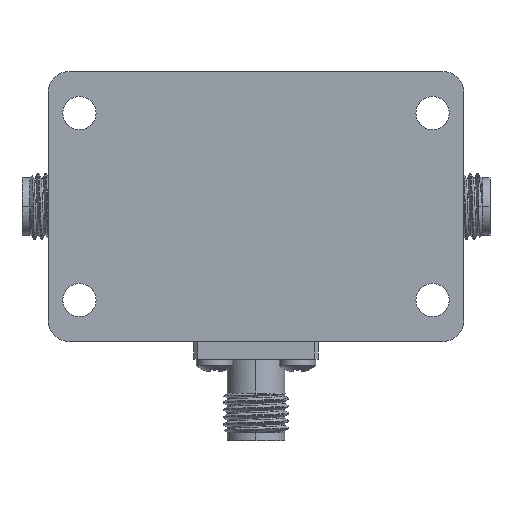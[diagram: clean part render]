
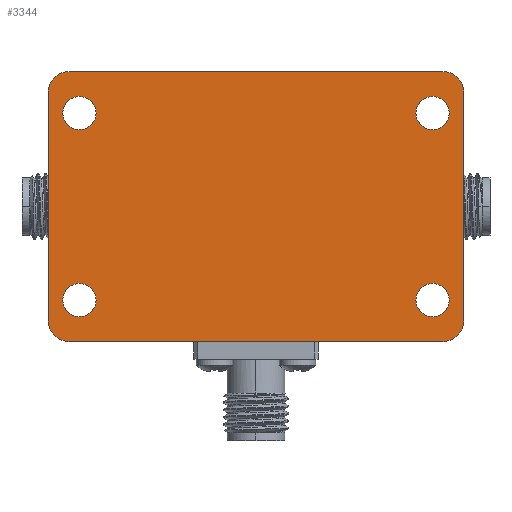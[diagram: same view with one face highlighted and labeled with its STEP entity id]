
A CAD part, front view. The second image highlights one B-rep face of the part: STEP entity #3344.
In plain terms, the highlighted planar face has unit normal (0, -1, 0).
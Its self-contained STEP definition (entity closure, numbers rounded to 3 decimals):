
#9 = AXIS2_PLACEMENT_3D ( 'NONE', #3071, #4438, #787 ) ;
#42 = CARTESIAN_POINT ( 'NONE',  ( 20., -8.5, 13. ) ) ;
#48 = CARTESIAN_POINT ( 'NONE',  ( -17., -8.5, -9. ) ) ;
#73 = VERTEX_POINT ( 'NONE', #367 ) ;
#76 = ORIENTED_EDGE ( 'NONE', *, *, #3018, .T. ) ;
#148 = EDGE_CURVE ( 'NONE', #2012, #369, #4306, .T. ) ;
#196 = ORIENTED_EDGE ( 'NONE', *, *, #1175, .T. ) ;
#284 = VERTEX_POINT ( 'NONE', #910 ) ;
#335 = EDGE_LOOP ( 'NONE', ( #4587, #2446 ) ) ;
#367 = CARTESIAN_POINT ( 'NONE',  ( -20., -8.5, 11. ) ) ;
#369 = VERTEX_POINT ( 'NONE', #1706 ) ;
#398 = DIRECTION ( 'NONE',  ( 0., 0., -1. ) ) ;
#404 = ORIENTED_EDGE ( 'NONE', *, *, #2568, .T. ) ;
#417 = ORIENTED_EDGE ( 'NONE', *, *, #148, .T. ) ;
#453 = AXIS2_PLACEMENT_3D ( 'NONE', #4356, #1098, #2545 ) ;
#455 = CARTESIAN_POINT ( 'NONE',  ( -18., -8.5, 13. ) ) ;
#483 = PLANE ( 'NONE',  #9 ) ;
#497 = EDGE_CURVE ( 'NONE', #1129, #4271, #1493, .T. ) ;
#527 = CARTESIAN_POINT ( 'NONE',  ( -17., -8.5, -9. ) ) ;
#603 = AXIS2_PLACEMENT_3D ( 'NONE', #527, #2246, #1859 ) ;
#612 = EDGE_CURVE ( 'NONE', #2486, #284, #1823, .T. ) ;
#618 = CIRCLE ( 'NONE', #4633, 1.6 ) ;
#768 = DIRECTION ( 'NONE',  ( 0., 0., 1. ) ) ;
#787 = DIRECTION ( 'NONE',  ( 0., 0., -1. ) ) ;
#788 = CARTESIAN_POINT ( 'NONE',  ( 17., -8.5, 9. ) ) ;
#845 = CARTESIAN_POINT ( 'NONE',  ( 18., -8.5, 13. ) ) ;
#910 = CARTESIAN_POINT ( 'NONE',  ( 20., -8.5, 11. ) ) ;
#988 = DIRECTION ( 'NONE',  ( 0., -1., 0. ) ) ;
#1066 = EDGE_CURVE ( 'NONE', #73, #2531, #3283, .T. ) ;
#1087 = DIRECTION ( 'NONE',  ( 0., 1., 0. ) ) ;
#1097 = CARTESIAN_POINT ( 'NONE',  ( 20., -8.5, -11. ) ) ;
#1098 = DIRECTION ( 'NONE',  ( 0., 1., 0. ) ) ;
#1129 = VERTEX_POINT ( 'NONE', #4144 ) ;
#1175 = EDGE_CURVE ( 'NONE', #369, #2012, #2946, .T. ) ;
#1178 = FACE_OUTER_BOUND ( 'NONE', #2463, .T. ) ;
#1206 = AXIS2_PLACEMENT_3D ( 'NONE', #2525, #1854, #398 ) ;
#1217 = VERTEX_POINT ( 'NONE', #2407 ) ;
#1251 = VERTEX_POINT ( 'NONE', #2061 ) ;
#1266 = EDGE_CURVE ( 'NONE', #3385, #73, #1647, .T. ) ;
#1309 = ORIENTED_EDGE ( 'NONE', *, *, #1543, .T. ) ;
#1364 = VECTOR ( 'NONE', #2220, 1000. ) ;
#1493 = CIRCLE ( 'NONE', #1868, 1.6 ) ;
#1499 = CARTESIAN_POINT ( 'NONE',  ( -20., -8.5, -11. ) ) ;
#1514 = DIRECTION ( 'NONE',  ( 1., 0., 0. ) ) ;
#1536 = CARTESIAN_POINT ( 'NONE',  ( 17., -8.5, 9. ) ) ;
#1543 = EDGE_CURVE ( 'NONE', #4271, #1129, #1886, .T. ) ;
#1587 = DIRECTION ( 'NONE',  ( 0., 0., 1. ) ) ;
#1620 = VERTEX_POINT ( 'NONE', #3037 ) ;
#1647 = CIRCLE ( 'NONE', #4239, 2. ) ;
#1657 = AXIS2_PLACEMENT_3D ( 'NONE', #2406, #988, #2478 ) ;
#1706 = CARTESIAN_POINT ( 'NONE',  ( -17., -8.5, -7.4 ) ) ;
#1722 = CIRCLE ( 'NONE', #2654, 2. ) ;
#1810 = CARTESIAN_POINT ( 'NONE',  ( -20., -8.5, 13. ) ) ;
#1823 = LINE ( 'NONE', #42, #3856 ) ;
#1854 = DIRECTION ( 'NONE',  ( 0., -1., 0. ) ) ;
#1857 = VERTEX_POINT ( 'NONE', #2919 ) ;
#1859 = DIRECTION ( 'NONE',  ( 0., 0., 1. ) ) ;
#1862 = DIRECTION ( 'NONE',  ( 0., 0., 1. ) ) ;
#1868 = AXIS2_PLACEMENT_3D ( 'NONE', #3951, #1087, #1862 ) ;
#1886 = CIRCLE ( 'NONE', #453, 1.6 ) ;
#1934 = CARTESIAN_POINT ( 'NONE',  ( -18., -8.5, -11. ) ) ;
#1937 = EDGE_CURVE ( 'NONE', #1620, #3562, #2040, .T. ) ;
#1991 = ORIENTED_EDGE ( 'NONE', *, *, #497, .T. ) ;
#2008 = DIRECTION ( 'NONE',  ( 0., 0., -1. ) ) ;
#2012 = VERTEX_POINT ( 'NONE', #3756 ) ;
#2029 = AXIS2_PLACEMENT_3D ( 'NONE', #48, #2234, #2921 ) ;
#2040 = CIRCLE ( 'NONE', #2649, 1.6 ) ;
#2061 = CARTESIAN_POINT ( 'NONE',  ( 17., -8.5, -7.4 ) ) ;
#2111 = AXIS2_PLACEMENT_3D ( 'NONE', #2765, #2743, #3454 ) ;
#2209 = ORIENTED_EDGE ( 'NONE', *, *, #2376, .T. ) ;
#2220 = DIRECTION ( 'NONE',  ( -1., 0., 0. ) ) ;
#2229 = FACE_BOUND ( 'NONE', #3358, .T. ) ;
#2234 = DIRECTION ( 'NONE',  ( 0., 1., 0. ) ) ;
#2246 = DIRECTION ( 'NONE',  ( 0., 1., 0. ) ) ;
#2256 = EDGE_CURVE ( 'NONE', #2531, #1857, #1722, .T. ) ;
#2318 = CARTESIAN_POINT ( 'NONE',  ( -17., -8.5, 7.4 ) ) ;
#2340 = AXIS2_PLACEMENT_3D ( 'NONE', #3712, #4091, #1587 ) ;
#2376 = EDGE_CURVE ( 'NONE', #284, #2670, #3716, .T. ) ;
#2406 = CARTESIAN_POINT ( 'NONE',  ( 18., -8.5, 11. ) ) ;
#2407 = CARTESIAN_POINT ( 'NONE',  ( 18., -8.5, -13. ) ) ;
#2446 = ORIENTED_EDGE ( 'NONE', *, *, #1937, .T. ) ;
#2463 = EDGE_LOOP ( 'NONE', ( #404, #2496, #3894, #3983, #3055, #4552, #3410, #2209 ) ) ;
#2478 = DIRECTION ( 'NONE',  ( 0., 0., -1. ) ) ;
#2486 = VERTEX_POINT ( 'NONE', #1097 ) ;
#2491 = VECTOR ( 'NONE', #4659, 1000. ) ;
#2496 = ORIENTED_EDGE ( 'NONE', *, *, #1266, .T. ) ;
#2525 = CARTESIAN_POINT ( 'NONE',  ( 18., -8.5, -11. ) ) ;
#2531 = VERTEX_POINT ( 'NONE', #1499 ) ;
#2538 = EDGE_CURVE ( 'NONE', #1217, #2486, #3042, .T. ) ;
#2545 = DIRECTION ( 'NONE',  ( 0., 0., 1. ) ) ;
#2568 = EDGE_CURVE ( 'NONE', #2670, #3385, #3600, .T. ) ;
#2649 = AXIS2_PLACEMENT_3D ( 'NONE', #788, #3681, #2903 ) ;
#2654 = AXIS2_PLACEMENT_3D ( 'NONE', #1934, #2751, #2008 ) ;
#2670 = VERTEX_POINT ( 'NONE', #845 ) ;
#2743 = DIRECTION ( 'NONE',  ( 0., 1., 0. ) ) ;
#2751 = DIRECTION ( 'NONE',  ( 0., -1., 0. ) ) ;
#2752 = CARTESIAN_POINT ( 'NONE',  ( -18., -8.5, 11. ) ) ;
#2765 = CARTESIAN_POINT ( 'NONE',  ( 17., -8.5, -9. ) ) ;
#2869 = EDGE_CURVE ( 'NONE', #3644, #1251, #4459, .T. ) ;
#2903 = DIRECTION ( 'NONE',  ( 0., 0., 1. ) ) ;
#2919 = CARTESIAN_POINT ( 'NONE',  ( -18., -8.5, -13. ) ) ;
#2921 = DIRECTION ( 'NONE',  ( 0., 0., 1. ) ) ;
#2946 = CIRCLE ( 'NONE', #603, 1.6 ) ;
#2971 = FACE_BOUND ( 'NONE', #3912, .T. ) ;
#2986 = EDGE_CURVE ( 'NONE', #1857, #1217, #4521, .T. ) ;
#3018 = EDGE_CURVE ( 'NONE', #1251, #3644, #4155, .T. ) ;
#3030 = DIRECTION ( 'NONE',  ( 0., 0., 1. ) ) ;
#3037 = CARTESIAN_POINT ( 'NONE',  ( 17., -8.5, 7.4 ) ) ;
#3042 = CIRCLE ( 'NONE', #1206, 2. ) ;
#3055 = ORIENTED_EDGE ( 'NONE', *, *, #2986, .T. ) ;
#3071 = CARTESIAN_POINT ( 'NONE',  ( 0., -8.5, 0. ) ) ;
#3191 = CARTESIAN_POINT ( 'NONE',  ( 17., -8.5, -10.6 ) ) ;
#3283 = LINE ( 'NONE', #3981, #2491 ) ;
#3344 = ADVANCED_FACE ( 'NONE', ( #3733, #2229, #3680, #2971, #1178 ), #483, .T. ) ;
#3358 = EDGE_LOOP ( 'NONE', ( #1991, #1309 ) ) ;
#3385 = VERTEX_POINT ( 'NONE', #455 ) ;
#3405 = CARTESIAN_POINT ( 'NONE',  ( -20., -8.5, -13. ) ) ;
#3410 = ORIENTED_EDGE ( 'NONE', *, *, #612, .T. ) ;
#3454 = DIRECTION ( 'NONE',  ( 0., 0., 1. ) ) ;
#3489 = DIRECTION ( 'NONE',  ( 0., -1., 0. ) ) ;
#3554 = VECTOR ( 'NONE', #1514, 1000. ) ;
#3562 = VERTEX_POINT ( 'NONE', #4602 ) ;
#3600 = LINE ( 'NONE', #1810, #1364 ) ;
#3644 = VERTEX_POINT ( 'NONE', #3191 ) ;
#3680 = FACE_BOUND ( 'NONE', #335, .T. ) ;
#3681 = DIRECTION ( 'NONE',  ( 0., 1., 0. ) ) ;
#3712 = CARTESIAN_POINT ( 'NONE',  ( 17., -8.5, -9. ) ) ;
#3716 = CIRCLE ( 'NONE', #1657, 2. ) ;
#3733 = FACE_BOUND ( 'NONE', #4578, .T. ) ;
#3756 = CARTESIAN_POINT ( 'NONE',  ( -17., -8.5, -10.6 ) ) ;
#3763 = DIRECTION ( 'NONE',  ( 0., 1., 0. ) ) ;
#3856 = VECTOR ( 'NONE', #768, 1000. ) ;
#3894 = ORIENTED_EDGE ( 'NONE', *, *, #1066, .T. ) ;
#3912 = EDGE_LOOP ( 'NONE', ( #196, #417 ) ) ;
#3951 = CARTESIAN_POINT ( 'NONE',  ( -17., -8.5, 9. ) ) ;
#3981 = CARTESIAN_POINT ( 'NONE',  ( -20., -8.5, 13. ) ) ;
#3983 = ORIENTED_EDGE ( 'NONE', *, *, #2256, .T. ) ;
#4091 = DIRECTION ( 'NONE',  ( 0., 1., 0. ) ) ;
#4144 = CARTESIAN_POINT ( 'NONE',  ( -17., -8.5, 10.6 ) ) ;
#4155 = CIRCLE ( 'NONE', #2111, 1.6 ) ;
#4239 = AXIS2_PLACEMENT_3D ( 'NONE', #2752, #3489, #4532 ) ;
#4271 = VERTEX_POINT ( 'NONE', #2318 ) ;
#4306 = CIRCLE ( 'NONE', #2029, 1.6 ) ;
#4356 = CARTESIAN_POINT ( 'NONE',  ( -17., -8.5, 9. ) ) ;
#4438 = DIRECTION ( 'NONE',  ( 0., -1., 0. ) ) ;
#4459 = CIRCLE ( 'NONE', #2340, 1.6 ) ;
#4521 = LINE ( 'NONE', #3405, #3554 ) ;
#4532 = DIRECTION ( 'NONE',  ( 0., 0., -1. ) ) ;
#4552 = ORIENTED_EDGE ( 'NONE', *, *, #2538, .T. ) ;
#4578 = EDGE_LOOP ( 'NONE', ( #76, #4600 ) ) ;
#4587 = ORIENTED_EDGE ( 'NONE', *, *, #4615, .T. ) ;
#4600 = ORIENTED_EDGE ( 'NONE', *, *, #2869, .T. ) ;
#4602 = CARTESIAN_POINT ( 'NONE',  ( 17., -8.5, 10.6 ) ) ;
#4615 = EDGE_CURVE ( 'NONE', #3562, #1620, #618, .T. ) ;
#4633 = AXIS2_PLACEMENT_3D ( 'NONE', #1536, #3763, #3030 ) ;
#4659 = DIRECTION ( 'NONE',  ( 0., 0., -1. ) ) ;
